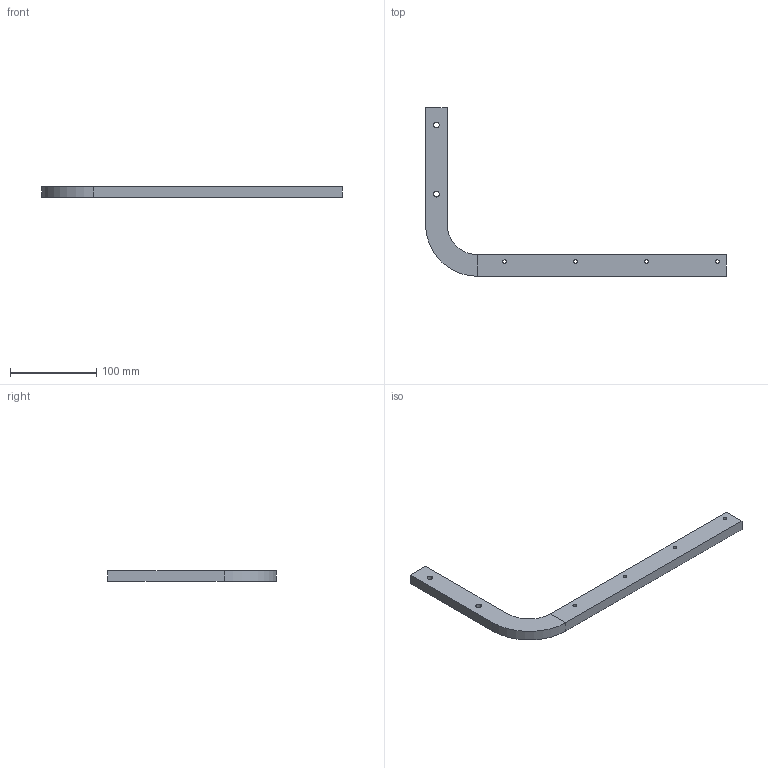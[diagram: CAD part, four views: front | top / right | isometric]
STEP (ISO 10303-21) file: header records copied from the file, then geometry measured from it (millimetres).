
FILE_DESCRIPTION (( 'STEP AP214' ), '1' );
FILE_NAME ('RecoaterArm.STEP', '2024-10-09T10:45:45', ( '' ), ( '' ), 'SwSTEP 2.0', 'SolidWorks 2024', '' );
FILE_SCHEMA (( 'AUTOMOTIVE_DESIGN' ));
Length unit declared in the file: millimetre
Products named in the file (1): RecoaterArm
Bounding box: 348 x 195 x 12 mm (x, y, z)
Volume: 147797.7 mm3; surface area: 38306.6 mm2
Topology: 1 solids, 1 shells, 24 faces, 64 edges, 42 vertices
Faces by surface type: cylinder 14, plane 10
Entity records: 807 total; most frequent: DIRECTION 142, CARTESIAN_POINT 131, ORIENTED_EDGE 128, EDGE_CURVE 64, AXIS2_PLACEMENT_3D 53, VERTEX_POINT 42, VECTOR 36, EDGE_LOOP 36
